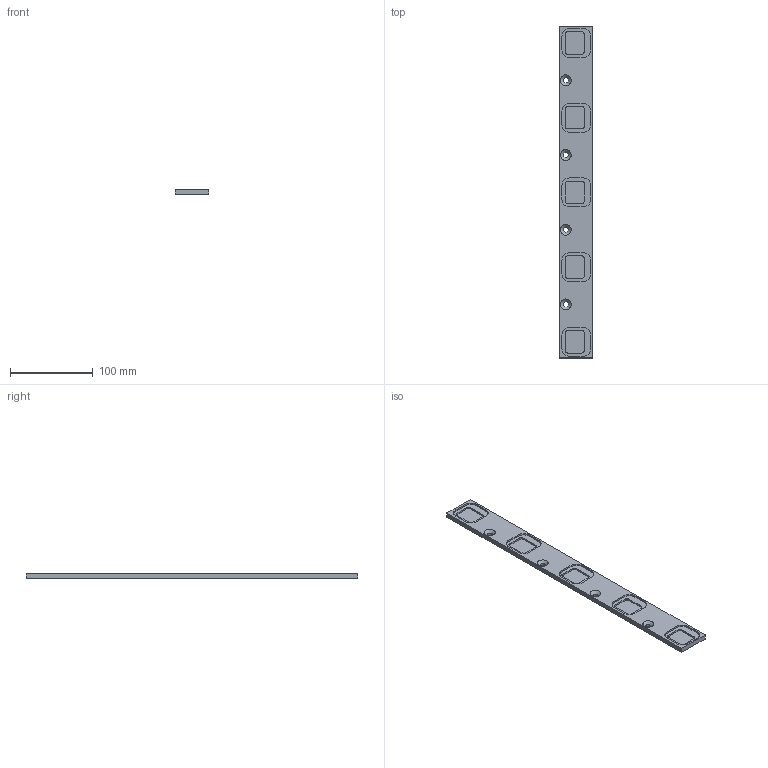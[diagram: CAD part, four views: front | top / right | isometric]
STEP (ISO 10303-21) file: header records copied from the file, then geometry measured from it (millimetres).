
FILE_DESCRIPTION(('FreeCAD Model'),'2;1');
FILE_NAME('Open CASCADE Shape Model','2021-08-04T14:35:52',('Author'),( ''),'Open CASCADE STEP processor 7.5','FreeCAD','Unknown');
FILE_SCHEMA(('AUTOMOTIVE_DESIGN { 1 0 10303 214 1 1 1 1 }'));
Length unit declared in the file: millimetre
Products named in the file (2): Part001; Body001
Assembly tree (1 placements, depth 2):
  Part001
    Body001
Bounding box: 40 x 400 x 6 mm (x, y, z)
Volume: 76968.8 mm3; surface area: 39585.7 mm2
Topology: 1 solids, 1 shells, 104 faces, 272 edges, 180 vertices
Faces by surface type: plane 56, cylinder 44, cone 4
Full cylindrical faces by diameter (mm): 6.6 x4
Entity records: 6928 total; most frequent: CARTESIAN_POINT 1342, DIRECTION 1080, LINE 636, VECTOR 636, ORIENTED_EDGE 544, PCURVE 544, DEFINITIONAL_REPRESENTATION 544, EDGE_CURVE 272
